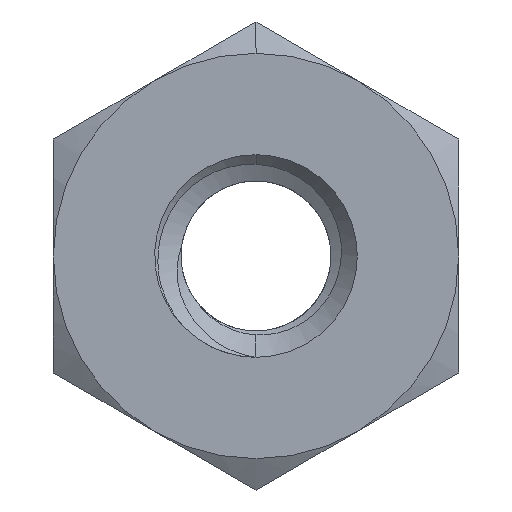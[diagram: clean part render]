
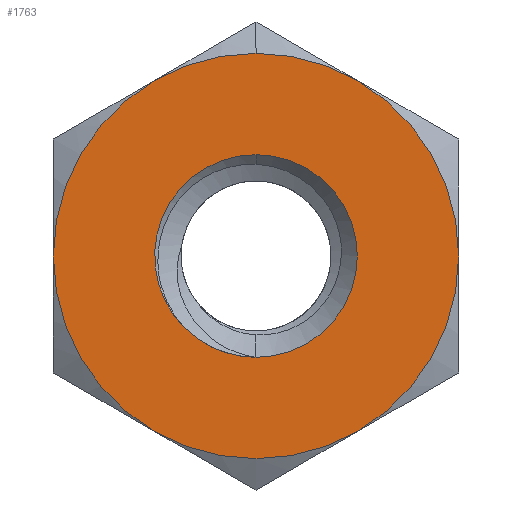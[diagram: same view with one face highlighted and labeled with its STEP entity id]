
A CAD part, front view. The second image highlights one B-rep face of the part: STEP entity #1763.
In plain terms, the highlighted planar face has unit normal (0, -1, 0).
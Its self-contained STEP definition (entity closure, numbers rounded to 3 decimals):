
#71 = EDGE_CURVE ( 'NONE', #269, #805, #862, .T. ) ;
#78 = DIRECTION ( 'NONE',  ( 0., 0., 1. ) ) ;
#116 = CARTESIAN_POINT ( 'NONE',  ( -2., -0.8, -1.155 ) ) ;
#118 = DIRECTION ( 'NONE',  ( 0., 1., 0. ) ) ;
#122 = CARTESIAN_POINT ( 'NONE',  ( -2., -0.8, 0. ) ) ;
#126 = AXIS2_PLACEMENT_3D ( 'NONE', #951, #118, #1507 ) ;
#147 = VERTEX_POINT ( 'NONE', #709 ) ;
#189 = AXIS2_PLACEMENT_3D ( 'NONE', #1737, #900, #1764 ) ;
#192 = ORIENTED_EDGE ( 'NONE', *, *, #1604, .T. ) ;
#200 = EDGE_CURVE ( 'NONE', #930, #635, #648, .T. ) ;
#240 = DIRECTION ( 'NONE',  ( 0., 0., 1. ) ) ;
#266 = EDGE_LOOP ( 'NONE', ( #192, #1373, #1729 ) ) ;
#269 = VERTEX_POINT ( 'NONE', #122 ) ;
#329 = FACE_OUTER_BOUND ( 'NONE', #1458, .T. ) ;
#389 = AXIS2_PLACEMENT_3D ( 'NONE', #1245, #1237, #835 ) ;
#430 = EDGE_CURVE ( 'NONE', #805, #930, #1106, .T. ) ;
#439 = EDGE_CURVE ( 'NONE', #504, #1467, #1427, .T. ) ;
#468 = AXIS2_PLACEMENT_3D ( 'NONE', #481, #1462, #621 ) ;
#481 = CARTESIAN_POINT ( 'NONE',  ( 0., -0.8, 0. ) ) ;
#482 = EDGE_CURVE ( 'NONE', #1399, #504, #1477, .T. ) ;
#490 = CARTESIAN_POINT ( 'NONE',  ( 2., -0.8, 0. ) ) ;
#492 = DIRECTION ( 'NONE',  ( 0., 0., 1. ) ) ;
#504 = VERTEX_POINT ( 'NONE', #1085 ) ;
#514 = DIRECTION ( 'NONE',  ( 0., 0., 1. ) ) ;
#546 = ORIENTED_EDGE ( 'NONE', *, *, #1556, .T. ) ;
#557 = CIRCLE ( 'NONE', #793, 2. ) ;
#610 = AXIS2_PLACEMENT_3D ( 'NONE', #116, #1801, #240 ) ;
#621 = DIRECTION ( 'NONE',  ( 0., 0., 1. ) ) ;
#635 = VERTEX_POINT ( 'NONE', #490 ) ;
#648 = CIRCLE ( 'NONE', #1545, 2. ) ;
#692 = ORIENTED_EDGE ( 'NONE', *, *, #71, .T. ) ;
#709 = CARTESIAN_POINT ( 'NONE',  ( -1., -0.8, 1.732 ) ) ;
#742 = DIRECTION ( 'NONE',  ( 0., 0., 1. ) ) ;
#762 = CARTESIAN_POINT ( 'NONE',  ( 0., -0.8, 2. ) ) ;
#791 = AXIS2_PLACEMENT_3D ( 'NONE', #1473, #1612, #78 ) ;
#793 = AXIS2_PLACEMENT_3D ( 'NONE', #1083, #1095, #514 ) ;
#805 = VERTEX_POINT ( 'NONE', #860 ) ;
#835 = DIRECTION ( 'NONE',  ( 0., 0., 1. ) ) ;
#860 = CARTESIAN_POINT ( 'NONE',  ( -1., -0.8, -1.732 ) ) ;
#862 = CIRCLE ( 'NONE', #389, 2. ) ;
#865 = CARTESIAN_POINT ( 'NONE',  ( 0., -0.8, -1. ) ) ;
#878 = FACE_BOUND ( 'NONE', #266, .T. ) ;
#900 = DIRECTION ( 'NONE',  ( 0., 1., 0. ) ) ;
#930 = VERTEX_POINT ( 'NONE', #1218 ) ;
#951 = CARTESIAN_POINT ( 'NONE',  ( 0., -0.8, 0. ) ) ;
#960 = ORIENTED_EDGE ( 'NONE', *, *, #1331, .T. ) ;
#989 = ORIENTED_EDGE ( 'NONE', *, *, #1705, .T. ) ;
#1004 = DIRECTION ( 'NONE',  ( 0., -1., 0. ) ) ;
#1083 = CARTESIAN_POINT ( 'NONE',  ( 0., -0.8, 0. ) ) ;
#1085 = CARTESIAN_POINT ( 'NONE',  ( 0., -0.8, 1. ) ) ;
#1095 = DIRECTION ( 'NONE',  ( 0., -1., 0. ) ) ;
#1100 = CARTESIAN_POINT ( 'NONE',  ( 1., -0.8, 1.732 ) ) ;
#1106 = CIRCLE ( 'NONE', #1561, 2. ) ;
#1116 = CARTESIAN_POINT ( 'NONE',  ( 0., -0.8, 0. ) ) ;
#1126 = CARTESIAN_POINT ( 'NONE',  ( 0., -0.8, 0. ) ) ;
#1171 = CARTESIAN_POINT ( 'NONE',  ( 0., -0.8, 0. ) ) ;
#1202 = CIRCLE ( 'NONE', #1270, 2. ) ;
#1218 = CARTESIAN_POINT ( 'NONE',  ( 1., -0.8, -1.732 ) ) ;
#1224 = EDGE_CURVE ( 'NONE', #1797, #635, #1423, .T. ) ;
#1237 = DIRECTION ( 'NONE',  ( 0., -1., 0. ) ) ;
#1242 = AXIS2_PLACEMENT_3D ( 'NONE', #1126, #1683, #1543 ) ;
#1245 = CARTESIAN_POINT ( 'NONE',  ( 0., -0.8, 0. ) ) ;
#1270 = AXIS2_PLACEMENT_3D ( 'NONE', #1418, #1004, #742 ) ;
#1331 = EDGE_CURVE ( 'NONE', #1495, #147, #1202, .T. ) ;
#1334 = DIRECTION ( 'NONE',  ( 0., -1., 0. ) ) ;
#1335 = ORIENTED_EDGE ( 'NONE', *, *, #430, .T. ) ;
#1366 = CIRCLE ( 'NONE', #189, 1. ) ;
#1367 = ORIENTED_EDGE ( 'NONE', *, *, #1224, .F. ) ;
#1373 = ORIENTED_EDGE ( 'NONE', *, *, #482, .T. ) ;
#1379 = ORIENTED_EDGE ( 'NONE', *, *, #200, .T. ) ;
#1394 = DIRECTION ( 'NONE',  ( 0., -1., 0. ) ) ;
#1399 = VERTEX_POINT ( 'NONE', #1434 ) ;
#1418 = CARTESIAN_POINT ( 'NONE',  ( 0., -0.8, 0. ) ) ;
#1423 = CIRCLE ( 'NONE', #1242, 2. ) ;
#1427 = CIRCLE ( 'NONE', #791, 1. ) ;
#1434 = CARTESIAN_POINT ( 'NONE',  ( -0.701, -0.8, -0.714 ) ) ;
#1458 = EDGE_LOOP ( 'NONE', ( #546, #960, #989, #692, #1335, #1379, #1367 ) ) ;
#1462 = DIRECTION ( 'NONE',  ( 0., -1., 0. ) ) ;
#1467 = VERTEX_POINT ( 'NONE', #865 ) ;
#1473 = CARTESIAN_POINT ( 'NONE',  ( 0., -0.8, 0. ) ) ;
#1477 = CIRCLE ( 'NONE', #126, 1. ) ;
#1495 = VERTEX_POINT ( 'NONE', #762 ) ;
#1507 = DIRECTION ( 'NONE',  ( 0., 0., 1. ) ) ;
#1538 = CIRCLE ( 'NONE', #468, 2. ) ;
#1543 = DIRECTION ( 'NONE',  ( 0., 0., 1. ) ) ;
#1545 = AXIS2_PLACEMENT_3D ( 'NONE', #1116, #1394, #1678 ) ;
#1556 = EDGE_CURVE ( 'NONE', #1797, #1495, #1538, .T. ) ;
#1561 = AXIS2_PLACEMENT_3D ( 'NONE', #1171, #1334, #492 ) ;
#1604 = EDGE_CURVE ( 'NONE', #1467, #1399, #1366, .T. ) ;
#1612 = DIRECTION ( 'NONE',  ( 0., 1., 0. ) ) ;
#1652 = PLANE ( 'NONE',  #610 ) ;
#1678 = DIRECTION ( 'NONE',  ( 0., 0., 1. ) ) ;
#1683 = DIRECTION ( 'NONE',  ( 0., 1., 0. ) ) ;
#1705 = EDGE_CURVE ( 'NONE', #147, #269, #557, .T. ) ;
#1729 = ORIENTED_EDGE ( 'NONE', *, *, #439, .T. ) ;
#1737 = CARTESIAN_POINT ( 'NONE',  ( 0., -0.8, 0. ) ) ;
#1763 = ADVANCED_FACE ( 'NONE', ( #329, #878 ), #1652, .F. ) ;
#1764 = DIRECTION ( 'NONE',  ( 0., 0., 1. ) ) ;
#1797 = VERTEX_POINT ( 'NONE', #1100 ) ;
#1801 = DIRECTION ( 'NONE',  ( 0., 1., 0. ) ) ;
